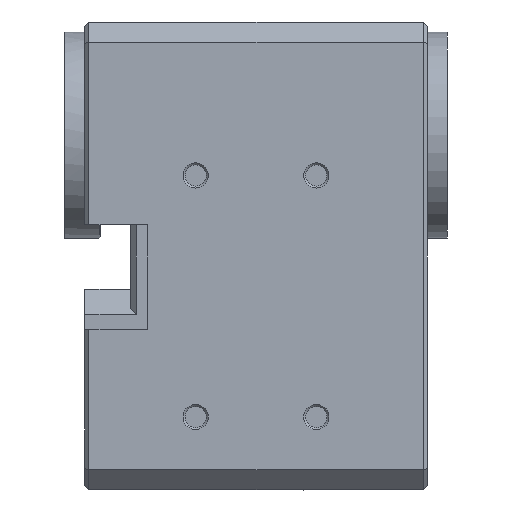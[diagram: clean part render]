
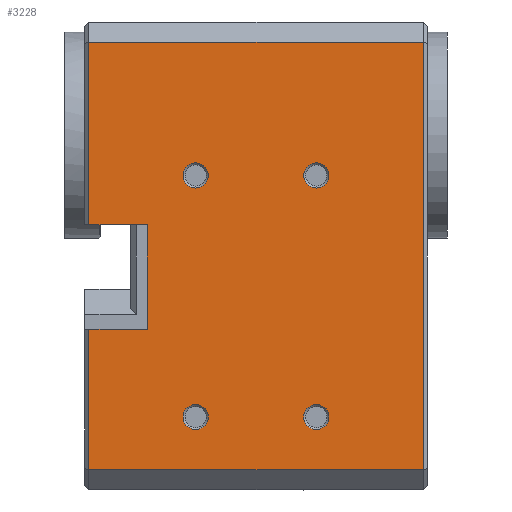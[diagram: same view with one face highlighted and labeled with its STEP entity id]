
A CAD part, left-side view. The second image highlights one B-rep face of the part: STEP entity #3228.
In plain terms, the highlighted planar face has unit normal (-1, 0, 0).
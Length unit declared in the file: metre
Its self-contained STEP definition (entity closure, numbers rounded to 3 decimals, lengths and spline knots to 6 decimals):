
#39=LINE('',#5118,#237);
#46=LINE('',#5133,#244);
#87=LINE('',#5228,#285);
#88=LINE('',#5230,#286);
#89=LINE('',#5233,#287);
#90=LINE('',#5235,#288);
#91=LINE('',#5237,#289);
#92=LINE('',#5238,#290);
#237=VECTOR('',#3998,1.);
#244=VECTOR('',#4009,1.);
#285=VECTOR('',#4078,1.);
#286=VECTOR('',#4081,1.);
#287=VECTOR('',#4082,1.);
#288=VECTOR('',#4083,1.);
#289=VECTOR('',#4084,1.);
#290=VECTOR('',#4085,1.);
#435=PLANE('',#3514);
#690=ORIENTED_EDGE('',*,*,#1497,.T.);
#691=ORIENTED_EDGE('',*,*,#1498,.F.);
#692=ORIENTED_EDGE('',*,*,#1499,.F.);
#693=ORIENTED_EDGE('',*,*,#1500,.F.);
#694=ORIENTED_EDGE('',*,*,#1441,.T.);
#695=ORIENTED_EDGE('',*,*,#1448,.F.);
#696=ORIENTED_EDGE('',*,*,#1496,.T.);
#697=ORIENTED_EDGE('',*,*,#1501,.F.);
#698=ORIENTED_EDGE('',*,*,#1502,.F.);
#699=ORIENTED_EDGE('',*,*,#1503,.F.);
#700=ORIENTED_EDGE('',*,*,#1504,.F.);
#701=ORIENTED_EDGE('',*,*,#1505,.F.);
#1441=EDGE_CURVE('',#1853,#1854,#39,.T.);
#1448=EDGE_CURVE('',#1859,#1854,#46,.T.);
#1496=EDGE_CURVE('',#1859,#1899,#87,.T.);
#1497=EDGE_CURVE('',#1900,#1901,#88,.T.);
#1498=EDGE_CURVE('',#1902,#1901,#89,.T.);
#1499=EDGE_CURVE('',#1903,#1902,#90,.T.);
#1500=EDGE_CURVE('',#1853,#1903,#91,.T.);
#1501=EDGE_CURVE('',#1900,#1899,#92,.T.);
#1502=EDGE_CURVE('',#1904,#1904,#2163,.T.);
#1503=EDGE_CURVE('',#1905,#1905,#2164,.T.);
#1504=EDGE_CURVE('',#1906,#1906,#2165,.T.);
#1505=EDGE_CURVE('',#1907,#1907,#2166,.T.);
#1853=VERTEX_POINT('',#5115);
#1854=VERTEX_POINT('',#5119);
#1859=VERTEX_POINT('',#5132);
#1899=VERTEX_POINT('',#5227);
#1900=VERTEX_POINT('',#5231);
#1901=VERTEX_POINT('',#5232);
#1902=VERTEX_POINT('',#5234);
#1903=VERTEX_POINT('',#5236);
#1904=VERTEX_POINT('',#5240);
#1905=VERTEX_POINT('',#5242);
#1906=VERTEX_POINT('',#5244);
#1907=VERTEX_POINT('',#5246);
#2163=CIRCLE('',#3515,0.00125);
#2164=CIRCLE('',#3516,0.00125);
#2165=CIRCLE('',#3517,0.00125);
#2166=CIRCLE('',#3518,0.00125);
#2393=EDGE_LOOP('',(#690,#691,#692,#693,#694,#695,#696,#697));
#2394=EDGE_LOOP('',(#698));
#2395=EDGE_LOOP('',(#699));
#2396=EDGE_LOOP('',(#700));
#2397=EDGE_LOOP('',(#701));
#2779=FACE_BOUND('',#2393,.T.);
#2780=FACE_BOUND('',#2394,.T.);
#2781=FACE_BOUND('',#2395,.T.);
#2782=FACE_BOUND('',#2396,.T.);
#2783=FACE_BOUND('',#2397,.T.);
#3228=ADVANCED_FACE('',(#2779,#2780,#2781,#2782,#2783),#435,.T.);
#3514=AXIS2_PLACEMENT_3D('',#5229,#4079,#4080);
#3515=AXIS2_PLACEMENT_3D('',#5239,#4086,#4087);
#3516=AXIS2_PLACEMENT_3D('',#5241,#4088,#4089);
#3517=AXIS2_PLACEMENT_3D('',#5243,#4090,#4091);
#3518=AXIS2_PLACEMENT_3D('',#5245,#4092,#4093);
#3998=DIRECTION('',(0.,1.,0.));
#4009=DIRECTION('',(0.,0.,1.));
#4078=DIRECTION('',(0.,-1.,0.));
#4079=DIRECTION('',(-1.,0.,0.));
#4080=DIRECTION('',(0.,-1.,0.));
#4081=DIRECTION('',(0.,1.,0.));
#4082=DIRECTION('',(0.,0.,1.));
#4083=DIRECTION('',(0.,1.,0.));
#4084=DIRECTION('',(0.,0.,-1.));
#4085=DIRECTION('',(0.,0.,1.));
#4086=DIRECTION('',(-1.,0.,0.));
#4087=DIRECTION('',(0.,-1.,0.));
#4088=DIRECTION('',(-1.,0.,0.));
#4089=DIRECTION('',(0.,-1.,0.));
#4090=DIRECTION('',(-1.,0.,0.));
#4091=DIRECTION('',(0.,-1.,0.));
#4092=DIRECTION('',(-1.,0.,0.));
#4093=DIRECTION('',(0.,-1.,0.));
#5115=CARTESIAN_POINT('',(-0.01425,-0.0166,0.00925));
#5118=CARTESIAN_POINT('',(-0.01425,-0.0166,0.00925));
#5119=CARTESIAN_POINT('',(-0.01425,0.0166,0.00925));
#5132=CARTESIAN_POINT('',(-0.01425,0.0166,-0.0089));
#5133=CARTESIAN_POINT('',(-0.01425,0.0166,-0.0089));
#5227=CARTESIAN_POINT('',(-0.01425,0.0108,-0.0089));
#5228=CARTESIAN_POINT('',(-0.01425,0.0166,-0.0089));
#5229=CARTESIAN_POINT('',(-0.01425,-0.017,0.00925));
#5230=CARTESIAN_POINT('',(-0.01425,0.0108,-0.0193));
#5231=CARTESIAN_POINT('',(-0.01425,0.0108,-0.0193));
#5232=CARTESIAN_POINT('',(-0.01425,0.0166,-0.0193));
#5233=CARTESIAN_POINT('',(-0.01425,0.0166,-0.03325));
#5234=CARTESIAN_POINT('',(-0.01425,0.0166,-0.03325));
#5235=CARTESIAN_POINT('',(-0.01425,-0.0166,-0.03325));
#5236=CARTESIAN_POINT('',(-0.01425,-0.0166,-0.03325));
#5237=CARTESIAN_POINT('',(-0.01425,-0.0166,0.00925));
#5238=CARTESIAN_POINT('',(-0.01425,0.0108,-0.0193));
#5239=CARTESIAN_POINT('',(-0.01425,0.006,-0.028));
#5240=CARTESIAN_POINT('',(-0.01425,0.00475,-0.028));
#5241=CARTESIAN_POINT('',(-0.01425,-0.006,-0.004));
#5242=CARTESIAN_POINT('',(-0.01425,-0.00725,-0.004));
#5243=CARTESIAN_POINT('',(-0.01425,0.006,-0.004));
#5244=CARTESIAN_POINT('',(-0.01425,0.00475,-0.004));
#5245=CARTESIAN_POINT('',(-0.01425,-0.006,-0.028));
#5246=CARTESIAN_POINT('',(-0.01425,-0.00725,-0.028));
